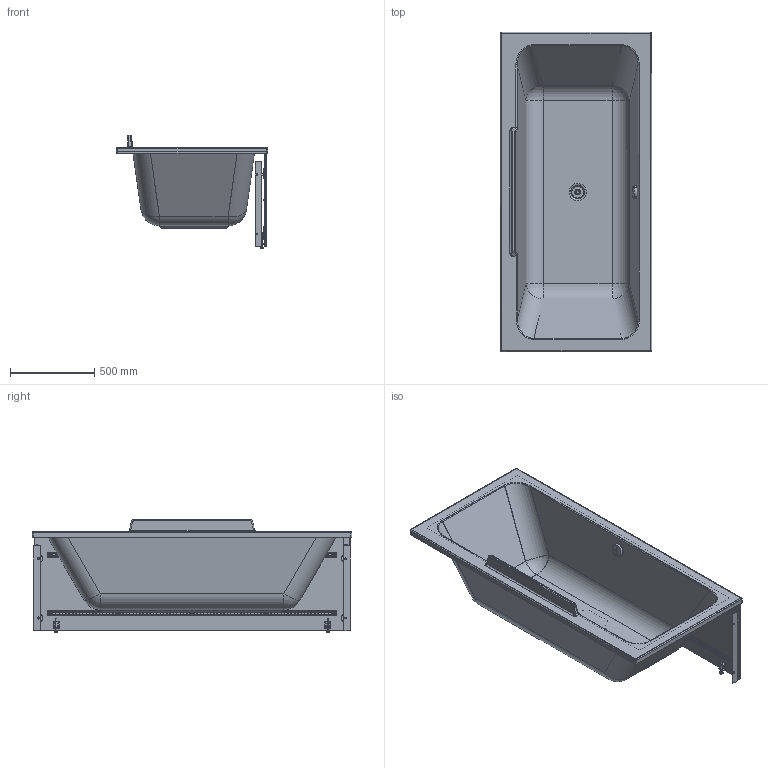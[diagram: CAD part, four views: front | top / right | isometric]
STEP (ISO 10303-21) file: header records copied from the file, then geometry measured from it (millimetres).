
FILE_DESCRIPTION((''),'2;1');
FILE_NAME('700299_8941.stp','2013-05-27T16:10:55',('Administrator'),(''),'Autodesk Inventor 2011','Autodesk Inventor 2011','');
FILE_SCHEMA(('CONFIG_CONTROL_DESIGN'));
Length unit declared in the file: millimetre
Products named in the file (35): 700299_8941; 700299; Stopfen; Verschluss_Ueberlauf; 8941_90; Schiene; Schiene_1; Doppelwinkel M8 ; Abdeckkappe; Stellfu_; _70; Doppelwinkel M8 _1; Abdeckkappe_1; Stellfu__1; _70_1; Schattenfugenleiste; Schattenfugenleiste 42496; Schattenfugenleiste 42496_1; sechskantschraube ISO 4017A M8_35; sechskantschraube ISO 4017A M8_35_1; L_Winkel; Haftmagnet; Haftmagnet_1; sechskantmutter ISO 4032 M8; sechskantmutter ISO 4032 M8_1; sechskantmutter ISO 4032 M8_2; sechskantmutter ISO 4032 M8_3; sechskantmutter ISO 4032 M8_4; sechskantmutter ISO 4032 M8_5; sechskantschraube ISO 4017A M8_35_2; sechskantschraube ISO 4017A M8_35_3; L_Winkel_1; Haftmagnet_2; Haftmagnet_3; L_ngsseite
Assembly tree (34 placements, depth 3):
  700299_8941
    700299
    Stopfen
    Verschluss_Ueberlauf
    8941_90
      Schiene
      Schiene_1
      Doppelwinkel M8 
      Abdeckkappe
      Stellfu_
      _70
      Doppelwinkel M8 _1
      Abdeckkappe_1
      Stellfu__1
      _70_1
      Schattenfugenleiste
      Schattenfugenleiste 42496
      Schattenfugenleiste 42496_1
      sechskantschraube ISO 4017A M8_35
      sechskantschraube ISO 4017A M8_35_1
      L_Winkel
      Haftmagnet
      Haftmagnet_1
      sechskantmutter ISO 4032 M8
      sechskantmutter ISO 4032 M8_1
      sechskantmutter ISO 4032 M8_2
      sechskantmutter ISO 4032 M8_3
      sechskantmutter ISO 4032 M8_4
      sechskantmutter ISO 4032 M8_5
      sechskantschraube ISO 4017A M8_35_2
      sechskantschraube ISO 4017A M8_35_3
      L_Winkel_1
      Haftmagnet_2
      Haftmagnet_3
      L_ngsseite
Bounding box: 901.13 x 1900.53 x 673.58 mm (x, y, z)
Volume: 35975861.6 mm3; surface area: 11005840.5 mm2
Topology: 35 solids, 35 shells, 1124 faces, 2825 edges, 1789 vertices
Faces by surface type: plane 578, cylinder 383, cone 87, bspline 44, sphere 19, torus 13
Full cylindrical faces by diameter (mm): 3.5 x8, 4.5 x10, 5 x8, 5.5 x6, 6 x2, 6.75 x6, 7 x2, 8 x8, 8.5 x4, 9 x10, 9.2 x1, 13 x1, 14.5 x1, 20.5 x2, 22 x4, 24 x1, 29.2 x1, 32 x2, 50 x4, 52 x1, 72 x1
Entity records: 41177 total; most frequent: CARTESIAN_POINT 12191, DIRECTION 5654, ORIENTED_EDGE 5348, EDGE_CURVE 2674, AXIS2_PLACEMENT_3D 2054, VERTEX_POINT 1753, VECTOR 1546, LINE 1546
